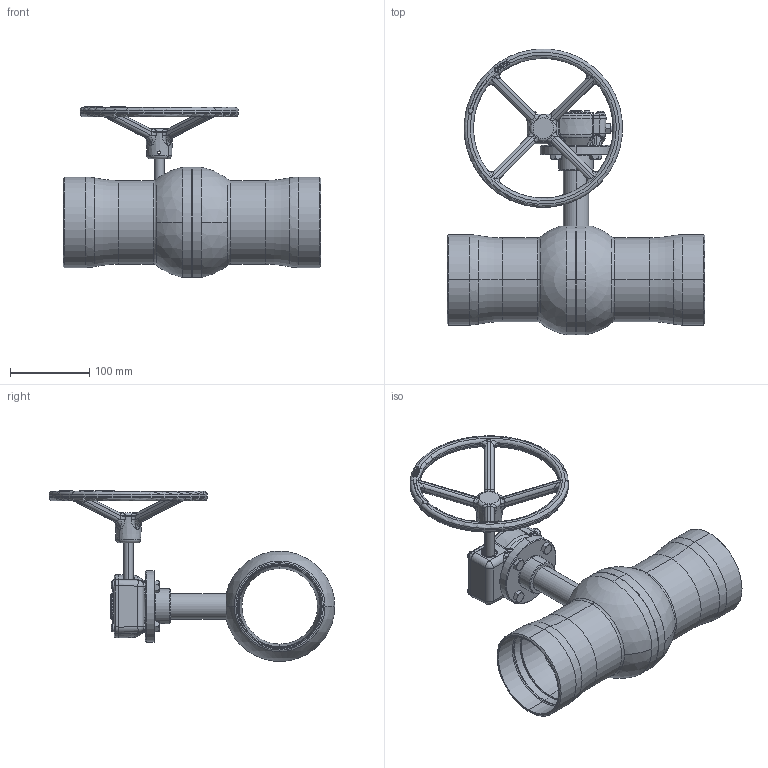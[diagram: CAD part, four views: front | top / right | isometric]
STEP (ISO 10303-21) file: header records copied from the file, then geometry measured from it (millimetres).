
FILE_DESCRIPTION (( 'STEP AP214' ), '1' );
FILE_NAME ('8500225100 480.step', '2025-05-29T08:09:57', ( '' ), ( '' ), 'SwSTEP 2.0', 'SolidWorks 2023', '' );
FILE_SCHEMA (( 'AUTOMOTIVE_DESIGN' ));
Length unit declared in the file: millimetre
Products named in the file (1): 8500225100 480
Bounding box: 325 x 360.26 x 215.5 mm (x, y, z)
Surface area: 276715.2 mm2 (no closed solid volume)
Topology: 0 solids, 16 shells, 802 faces, 2267 edges, 1416 vertices
Faces by surface type: plane 259, bspline 211, cone 130, cylinder 123, torus 59, sphere 20
Entity records: 44052 total; most frequent: CARTESIAN_POINT 25999, ORIENTED_EDGE 3988, DIRECTION 3209, EDGE_CURVE 2255, VERTEX_POINT 1416, AXIS2_PLACEMENT_3D 1246, EDGE_LOOP 849, ADVANCED_FACE 802
